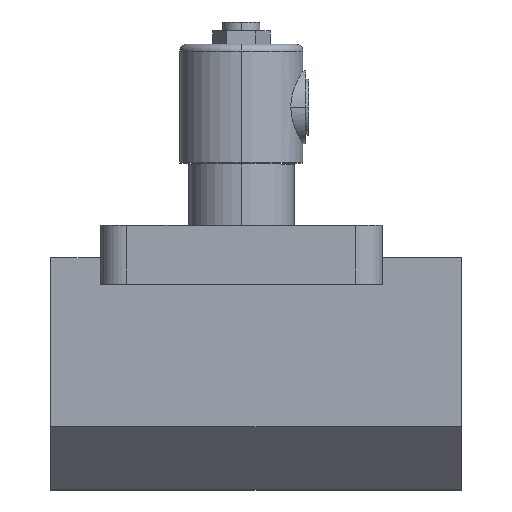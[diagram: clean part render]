
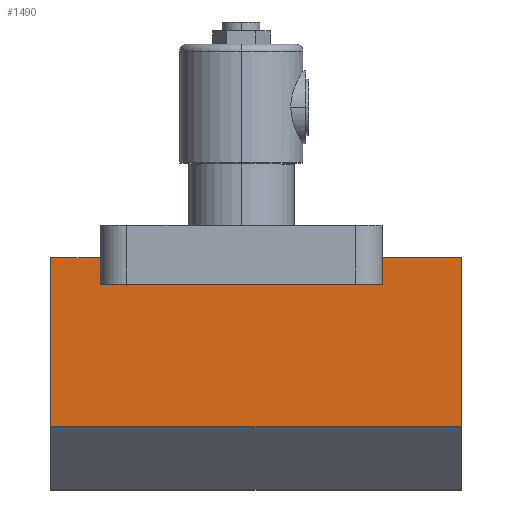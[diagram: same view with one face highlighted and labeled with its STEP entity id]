
A CAD part, top view. The second image highlights one B-rep face of the part: STEP entity #1490.
In plain terms, the highlighted planar face has unit normal (0, 0, 1).
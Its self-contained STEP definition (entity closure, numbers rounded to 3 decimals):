
#41 = VERTEX_POINT ( 'NONE', #767 ) ;
#52 = VERTEX_POINT ( 'NONE', #811 ) ;
#144 = VECTOR ( 'NONE', #1402, 1000. ) ;
#160 = EDGE_CURVE ( 'NONE', #52, #1688, #1127, .T. ) ;
#171 = VERTEX_POINT ( 'NONE', #1703 ) ;
#182 = LINE ( 'NONE', #629, #613 ) ;
#194 = CARTESIAN_POINT ( 'NONE',  ( 75., -24.8, 37. ) ) ;
#238 = CARTESIAN_POINT ( 'NONE',  ( -65., -82.3, 37. ) ) ;
#267 = EDGE_CURVE ( 'NONE', #1688, #41, #182, .T. ) ;
#290 = VERTEX_POINT ( 'NONE', #1056 ) ;
#295 = FACE_OUTER_BOUND ( 'NONE', #984, .T. ) ;
#346 = CARTESIAN_POINT ( 'NONE',  ( 75., -82.3, 37. ) ) ;
#351 = ORIENTED_EDGE ( 'NONE', *, *, #1255, .F. ) ;
#392 = VERTEX_POINT ( 'NONE', #1637 ) ;
#426 = EDGE_CURVE ( 'NONE', #171, #52, #1237, .T. ) ;
#436 = ORIENTED_EDGE ( 'NONE', *, *, #1614, .T. ) ;
#518 = DIRECTION ( 'NONE',  ( -1., 0., 0. ) ) ;
#521 = EDGE_CURVE ( 'NONE', #171, #392, #537, .T. ) ;
#537 = LINE ( 'NONE', #1559, #144 ) ;
#585 = DIRECTION ( 'NONE',  ( 0., 0., -1. ) ) ;
#613 = VECTOR ( 'NONE', #757, 1000. ) ;
#629 = CARTESIAN_POINT ( 'NONE',  ( 48., -33.8, 37. ) ) ;
#639 = DIRECTION ( 'NONE',  ( 0., -1., 0. ) ) ;
#653 = CARTESIAN_POINT ( 'NONE',  ( -65., -24.8, 37. ) ) ;
#680 = CARTESIAN_POINT ( 'NONE',  ( 48., -33.8, 37. ) ) ;
#681 = CARTESIAN_POINT ( 'NONE',  ( -48., -33.8, 37. ) ) ;
#747 = AXIS2_PLACEMENT_3D ( 'NONE', #1310, #585, #1751 ) ;
#757 = DIRECTION ( 'NONE',  ( 0., 1., 0. ) ) ;
#767 = CARTESIAN_POINT ( 'NONE',  ( 48., -24.8, 37. ) ) ;
#811 = CARTESIAN_POINT ( 'NONE',  ( -48., -33.8, 37. ) ) ;
#857 = LINE ( 'NONE', #1283, #998 ) ;
#895 = ORIENTED_EDGE ( 'NONE', *, *, #1660, .F. ) ;
#897 = PLANE ( 'NONE',  #747 ) ;
#943 = CARTESIAN_POINT ( 'NONE',  ( 48., -33.8, 37. ) ) ;
#956 = LINE ( 'NONE', #346, #1326 ) ;
#960 = VECTOR ( 'NONE', #1539, 1000. ) ;
#984 = EDGE_LOOP ( 'NONE', ( #1672, #1577, #436, #351, #895, #1390, #1107, #1849 ) ) ;
#998 = VECTOR ( 'NONE', #1878, 1000. ) ;
#1056 = CARTESIAN_POINT ( 'NONE',  ( 75., -82.3, 37. ) ) ;
#1059 = LINE ( 'NONE', #653, #1274 ) ;
#1107 = ORIENTED_EDGE ( 'NONE', *, *, #267, .F. ) ;
#1127 = LINE ( 'NONE', #680, #1802 ) ;
#1155 = VECTOR ( 'NONE', #1357, 1000. ) ;
#1229 = CARTESIAN_POINT ( 'NONE',  ( 75., -24.8, 37. ) ) ;
#1237 = LINE ( 'NONE', #681, #960 ) ;
#1255 = EDGE_CURVE ( 'NONE', #290, #1404, #956, .T. ) ;
#1261 = VERTEX_POINT ( 'NONE', #1229 ) ;
#1274 = VECTOR ( 'NONE', #639, 1000. ) ;
#1283 = CARTESIAN_POINT ( 'NONE',  ( 75., -24.8, 37. ) ) ;
#1310 = CARTESIAN_POINT ( 'NONE',  ( 75., -24.8, 37. ) ) ;
#1326 = VECTOR ( 'NONE', #518, 1000. ) ;
#1357 = DIRECTION ( 'NONE',  ( 0., -1., 0. ) ) ;
#1390 = ORIENTED_EDGE ( 'NONE', *, *, #1423, .T. ) ;
#1402 = DIRECTION ( 'NONE',  ( -1., 0., 0. ) ) ;
#1404 = VERTEX_POINT ( 'NONE', #238 ) ;
#1423 = EDGE_CURVE ( 'NONE', #1261, #41, #857, .T. ) ;
#1490 = ADVANCED_FACE ( 'NONE', ( #295 ), #897, .F. ) ;
#1509 = LINE ( 'NONE', #194, #1155 ) ;
#1538 = DIRECTION ( 'NONE',  ( 1., 0., 0. ) ) ;
#1539 = DIRECTION ( 'NONE',  ( 0., -1., 0. ) ) ;
#1559 = CARTESIAN_POINT ( 'NONE',  ( 75., -24.8, 37. ) ) ;
#1577 = ORIENTED_EDGE ( 'NONE', *, *, #521, .T. ) ;
#1614 = EDGE_CURVE ( 'NONE', #392, #1404, #1059, .T. ) ;
#1637 = CARTESIAN_POINT ( 'NONE',  ( -65., -24.8, 37. ) ) ;
#1660 = EDGE_CURVE ( 'NONE', #1261, #290, #1509, .T. ) ;
#1672 = ORIENTED_EDGE ( 'NONE', *, *, #426, .F. ) ;
#1688 = VERTEX_POINT ( 'NONE', #943 ) ;
#1703 = CARTESIAN_POINT ( 'NONE',  ( -48., -24.8, 37. ) ) ;
#1751 = DIRECTION ( 'NONE',  ( 0., 1., 0. ) ) ;
#1802 = VECTOR ( 'NONE', #1538, 1000. ) ;
#1849 = ORIENTED_EDGE ( 'NONE', *, *, #160, .F. ) ;
#1878 = DIRECTION ( 'NONE',  ( -1., 0., 0. ) ) ;
